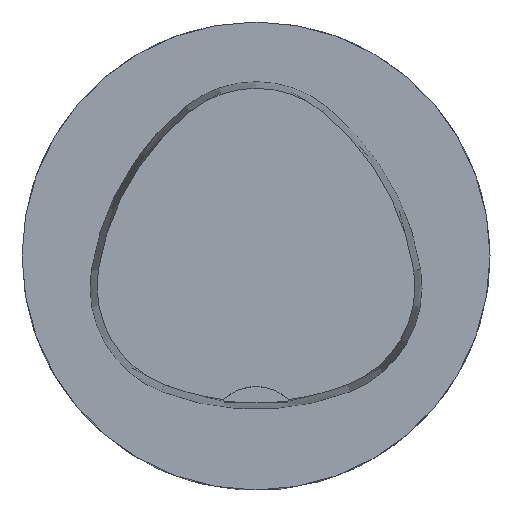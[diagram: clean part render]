
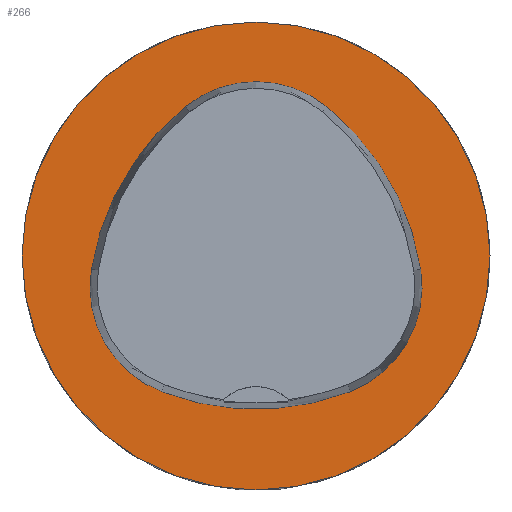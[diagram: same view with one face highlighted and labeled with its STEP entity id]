
A CAD part, top view. The second image highlights one B-rep face of the part: STEP entity #266.
In plain terms, the highlighted planar face has unit normal (0, 0, 1).
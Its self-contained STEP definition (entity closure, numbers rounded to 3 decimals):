
#266=ADVANCED_FACE('',(#538,#539),#331,.T.);
#331=PLANE('',#1606);
#538=FACE_BOUND('',#588,.T.);
#539=FACE_BOUND('',#589,.T.);
#588=EDGE_LOOP('',(#832,#833,#834,#835,#836,#837));
#589=EDGE_LOOP('',(#838));
#832=ORIENTED_EDGE('',*,*,#1299,.T.);
#833=ORIENTED_EDGE('',*,*,#1279,.T.);
#834=ORIENTED_EDGE('',*,*,#1283,.T.);
#835=ORIENTED_EDGE('',*,*,#1286,.T.);
#836=ORIENTED_EDGE('',*,*,#1289,.T.);
#837=ORIENTED_EDGE('',*,*,#1297,.T.);
#838=ORIENTED_EDGE('',*,*,#1270,.F.);
#1118=VERTEX_POINT('',#2462);
#1127=VERTEX_POINT('',#2481);
#1128=VERTEX_POINT('',#2482);
#1131=VERTEX_POINT('',#2490);
#1133=VERTEX_POINT('',#2496);
#1135=VERTEX_POINT('',#2502);
#1142=VERTEX_POINT('',#2523);
#1270=EDGE_CURVE('',#1118,#1118,#1393,.T.);
#1279=EDGE_CURVE('',#1127,#1128,#1394,.T.);
#1283=EDGE_CURVE('',#1128,#1131,#1396,.T.);
#1286=EDGE_CURVE('',#1131,#1133,#1398,.T.);
#1289=EDGE_CURVE('',#1133,#1135,#1400,.T.);
#1297=EDGE_CURVE('',#1135,#1142,#1404,.T.);
#1299=EDGE_CURVE('',#1142,#1127,#1406,.T.);
#1393=CIRCLE('',#1578,25.);
#1394=CIRCLE('',#1584,28.);
#1396=CIRCLE('',#1587,12.);
#1398=CIRCLE('',#1590,28.);
#1400=CIRCLE('',#1593,12.);
#1404=CIRCLE('',#1598,28.);
#1406=CIRCLE('',#1601,12.);
#1578=AXIS2_PLACEMENT_3D('',#2461,#1864,#1865);
#1584=AXIS2_PLACEMENT_3D('',#2480,#1880,#1881);
#1587=AXIS2_PLACEMENT_3D('',#2489,#1888,#1889);
#1590=AXIS2_PLACEMENT_3D('',#2495,#1895,#1896);
#1593=AXIS2_PLACEMENT_3D('',#2501,#1902,#1903);
#1598=AXIS2_PLACEMENT_3D('',#2524,#1914,#1915);
#1601=AXIS2_PLACEMENT_3D('',#2527,#1920,#1921);
#1606=AXIS2_PLACEMENT_3D('',#2532,#1930,#1931);
#1864=DIRECTION('',(0.,0.,-1.));
#1865=DIRECTION('',(-1.,0.,0.));
#1880=DIRECTION('',(0.,0.,-1.));
#1881=DIRECTION('',(-1.,0.,0.));
#1888=DIRECTION('',(0.,0.,-1.));
#1889=DIRECTION('',(-1.,0.,0.));
#1895=DIRECTION('',(0.,0.,-1.));
#1896=DIRECTION('',(-1.,0.,0.));
#1902=DIRECTION('',(0.,0.,-1.));
#1903=DIRECTION('',(-1.,0.,0.));
#1914=DIRECTION('',(0.,0.,-1.));
#1915=DIRECTION('',(-1.,0.,0.));
#1920=DIRECTION('',(0.,0.,-1.));
#1921=DIRECTION('',(-1.,0.,0.));
#1930=DIRECTION('',(0.,0.,1.));
#1931=DIRECTION('',(1.,0.,0.));
#2461=CARTESIAN_POINT('',(0.,0.,
0.));
#2462=CARTESIAN_POINT('',(-25.,0.,0.));
#2480=CARTESIAN_POINT('',(10.068,-5.824,0.));
#2481=CARTESIAN_POINT('',(-17.584,-1.424,0.));
#2482=CARTESIAN_POINT('',(-7.531,15.953,0.));
#2489=CARTESIAN_POINT('',(0.011,6.62,0.));
#2490=CARTESIAN_POINT('',(7.567,15.942,0.));
#2495=CARTESIAN_POINT('',(-10.063,-5.81,0.));
#2496=CARTESIAN_POINT('',(17.59,-1.418,0.));
#2501=CARTESIAN_POINT('',(5.739,-3.3,0.));
#2502=CARTESIAN_POINT('',(10.05,-14.499,0.));
#2523=CARTESIAN_POINT('',(-10.025,-14.516,0.));
#2524=CARTESIAN_POINT('',(-0.01,11.631,0.));
#2527=CARTESIAN_POINT('',(-5.733,-3.31,0.));
#2532=CARTESIAN_POINT('',(0.,0.,
0.));
